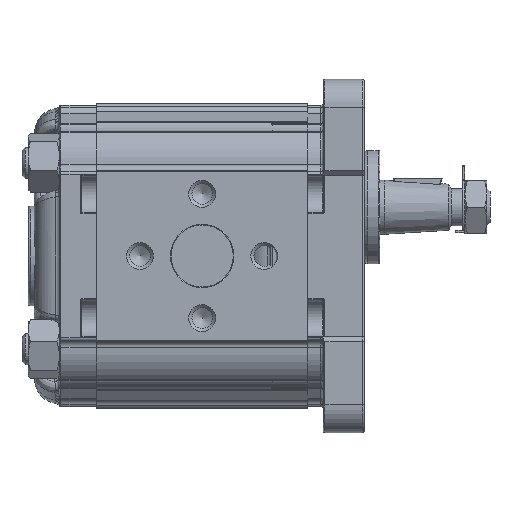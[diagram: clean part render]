
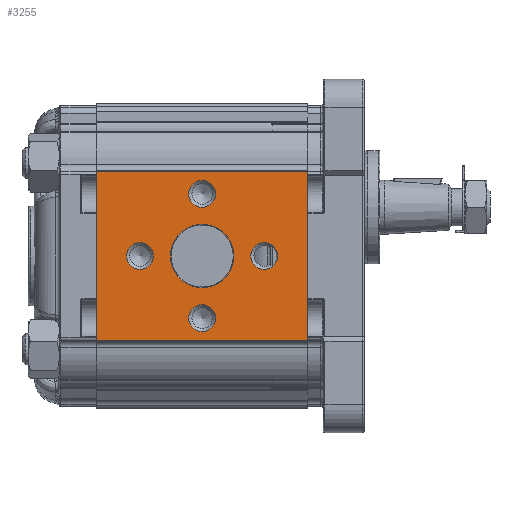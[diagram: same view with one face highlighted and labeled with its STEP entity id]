
A CAD part, left-side view. The second image highlights one B-rep face of the part: STEP entity #3255.
In plain terms, the highlighted planar face has unit normal (-1, 0, 0).
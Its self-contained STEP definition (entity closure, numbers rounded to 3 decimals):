
#3255 = ADVANCED_FACE( '', ( #7129, #7130, #7131, #7132, #7133, #7134 ), #7135, .T. );
#7129 = FACE_BOUND( '', #13311, .T. );
#7130 = FACE_BOUND( '', #13312, .T. );
#7131 = FACE_BOUND( '', #13313, .T. );
#7132 = FACE_BOUND( '', #13314, .T. );
#7133 = FACE_BOUND( '', #13315, .T. );
#7134 = FACE_OUTER_BOUND( '', #13316, .T. );
#7135 = PLANE( '', #13317 );
#13311 = EDGE_LOOP( '', ( #23918 ) );
#13312 = EDGE_LOOP( '', ( #23919 ) );
#13313 = EDGE_LOOP( '', ( #23920 ) );
#13314 = EDGE_LOOP( '', ( #23921 ) );
#13315 = EDGE_LOOP( '', ( #23922 ) );
#13316 = EDGE_LOOP( '', ( #23923, #23924, #23925, #23926 ) );
#13317 = AXIS2_PLACEMENT_3D( '', #23927, #23928, #23929 );
#23918 = ORIENTED_EDGE( '', *, *, #32432, .T. );
#23919 = ORIENTED_EDGE( '', *, *, #32383, .T. );
#23920 = ORIENTED_EDGE( '', *, *, #31724, .T. );
#23921 = ORIENTED_EDGE( '', *, *, #30187, .T. );
#23922 = ORIENTED_EDGE( '', *, *, #32424, .T. );
#23923 = ORIENTED_EDGE( '', *, *, #32433, .F. );
#23924 = ORIENTED_EDGE( '', *, *, #32314, .F. );
#23925 = ORIENTED_EDGE( '', *, *, #32434, .T. );
#23926 = ORIENTED_EDGE( '', *, *, #32435, .T. );
#23927 = CARTESIAN_POINT( '', ( -43., 68., 27.048 ) );
#23928 = DIRECTION( '', ( -1., 0., 0. ) );
#23929 = DIRECTION( '', ( 0., 0., 1. ) );
#30187 = EDGE_CURVE( '', #36183, #36183, #36184, .F. );
#31724 = EDGE_CURVE( '', #38432, #38432, #38433, .F. );
#32314 = EDGE_CURVE( '', #39196, #39192, #39198, .T. );
#32383 = EDGE_CURVE( '', #39280, #39280, #39281, .F. );
#32424 = EDGE_CURVE( '', #39331, #39331, #39332, .F. );
#32432 = EDGE_CURVE( '', #39342, #39342, #39343, .F. );
#32433 = EDGE_CURVE( '', #39192, #39344, #39345, .T. );
#32434 = EDGE_CURVE( '', #39196, #39346, #39347, .T. );
#32435 = EDGE_CURVE( '', #39346, #39344, #39348, .T. );
#36183 = VERTEX_POINT( '', #46167 );
#36184 = CIRCLE( '', #46168, 4.324 );
#38432 = VERTEX_POINT( '', #51526 );
#38433 = CIRCLE( '', #51527, 4.324 );
#39192 = VERTEX_POINT( '', #52992 );
#39196 = VERTEX_POINT( '', #52997 );
#39198 = LINE( '', #52999, #53000 );
#39280 = VERTEX_POINT( '', #53123 );
#39281 = CIRCLE( '', #53124, 4.324 );
#39331 = VERTEX_POINT( '', #53213 );
#39332 = CIRCLE( '', #53214, 10.2 );
#39342 = VERTEX_POINT( '', #53228 );
#39343 = CIRCLE( '', #53229, 4.324 );
#39344 = VERTEX_POINT( '', #53230 );
#39345 = LINE( '', #53231, #53232 );
#39346 = VERTEX_POINT( '', #53233 );
#39347 = LINE( '', #53234, #53235 );
#39348 = LINE( '', #53236, #53237 );
#46167 = CARTESIAN_POINT( '', ( -43., 34., 24.324 ) );
#46168 = AXIS2_PLACEMENT_3D( '', #57245, #57246, #57247 );
#51526 = CARTESIAN_POINT( '', ( -43., 34., -15.677 ) );
#51527 = AXIS2_PLACEMENT_3D( '', #59007, #59008, #59009 );
#52992 = CARTESIAN_POINT( '', ( -43., 0., 27.048 ) );
#52997 = CARTESIAN_POINT( '', ( -43., 68., 27.048 ) );
#52999 = CARTESIAN_POINT( '', ( -43., 68., 27.048 ) );
#53000 = VECTOR( '', #59655, 1000. );
#53123 = CARTESIAN_POINT( '', ( -43., 54., 4.324 ) );
#53124 = AXIS2_PLACEMENT_3D( '', #59740, #59741, #59742 );
#53213 = CARTESIAN_POINT( '', ( -43., 34., 10.2 ) );
#53214 = AXIS2_PLACEMENT_3D( '', #59785, #59786, #59787 );
#53228 = CARTESIAN_POINT( '', ( -43., 14., 4.324 ) );
#53229 = AXIS2_PLACEMENT_3D( '', #59792, #59793, #59794 );
#53230 = CARTESIAN_POINT( '', ( -43., 0., -27.048 ) );
#53231 = CARTESIAN_POINT( '', ( -43., 0., 27.048 ) );
#53232 = VECTOR( '', #59795, 1000. );
#53233 = CARTESIAN_POINT( '', ( -43., 68., -27.048 ) );
#53234 = CARTESIAN_POINT( '', ( -43., 68., 27.048 ) );
#53235 = VECTOR( '', #59796, 1000. );
#53236 = CARTESIAN_POINT( '', ( -43., 68., -27.048 ) );
#53237 = VECTOR( '', #59797, 1000. );
#57245 = CARTESIAN_POINT( '', ( -43., 34., 20. ) );
#57246 = DIRECTION( '', ( -1., 0., 0. ) );
#57247 = DIRECTION( '', ( 0., 0., 1. ) );
#59007 = CARTESIAN_POINT( '', ( -43., 34., -20. ) );
#59008 = DIRECTION( '', ( -1., 0., 0. ) );
#59009 = DIRECTION( '', ( 0., 0., 1. ) );
#59655 = DIRECTION( '', ( 0., -1., 0. ) );
#59740 = CARTESIAN_POINT( '', ( -43., 54., 0. ) );
#59741 = DIRECTION( '', ( -1., 0., 0. ) );
#59742 = DIRECTION( '', ( 0., 0., 1. ) );
#59785 = CARTESIAN_POINT( '', ( -43., 34., 0. ) );
#59786 = DIRECTION( '', ( -1., 0., 0. ) );
#59787 = DIRECTION( '', ( 0., 0., 1. ) );
#59792 = CARTESIAN_POINT( '', ( -43., 14., 0. ) );
#59793 = DIRECTION( '', ( -1., 0., 0. ) );
#59794 = DIRECTION( '', ( 0., 0., 1. ) );
#59795 = DIRECTION( '', ( 0., 0., -1. ) );
#59796 = DIRECTION( '', ( 0., 0., -1. ) );
#59797 = DIRECTION( '', ( 0., -1., 0. ) );
